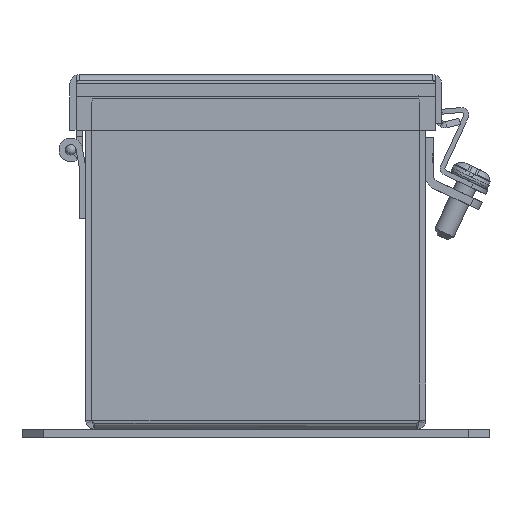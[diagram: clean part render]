
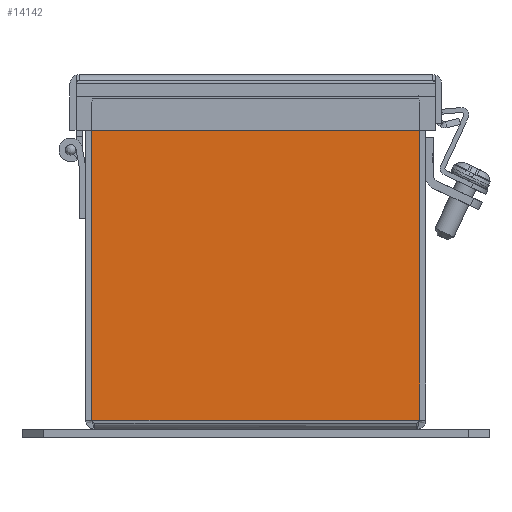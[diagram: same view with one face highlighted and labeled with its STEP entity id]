
A CAD part, left-side view. The second image highlights one B-rep face of the part: STEP entity #14142.
In plain terms, the highlighted planar face has unit normal (-1, 0, 0).
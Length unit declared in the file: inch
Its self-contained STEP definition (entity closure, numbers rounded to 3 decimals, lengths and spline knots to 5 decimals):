
#192 = ORIENTED_EDGE ( 'NONE', *, *, #15200, .F. ) ;
#532 = DIRECTION ( 'NONE',  ( 0., -1., 0. ) ) ;
#1017 = PLANE ( 'NONE',  #18099 ) ;
#1381 = DIRECTION ( 'NONE',  ( 0., 0., 1. ) ) ;
#2690 = EDGE_CURVE ( 'NONE', #17160, #9536, #12352, .T. ) ;
#2734 = VERTEX_POINT ( 'NONE', #10069 ) ;
#3031 = EDGE_CURVE ( 'NONE', #8630, #2734, #13436, .T. ) ;
#3177 = EDGE_CURVE ( 'NONE', #9404, #8630, #7981, .T. ) ;
#3367 = VECTOR ( 'NONE', #6810, 39.37008 ) ;
#3485 = VECTOR ( 'NONE', #4747, 39.37008 ) ;
#3486 = ORIENTED_EDGE ( 'NONE', *, *, #3177, .F. ) ;
#3944 = EDGE_CURVE ( 'NONE', #9536, #12743, #15896, .T. ) ;
#4747 = DIRECTION ( 'NONE',  ( 0., 0., 1. ) ) ;
#4899 = AXIS2_PLACEMENT_3D ( 'NONE', #17997, #13501, #532 ) ;
#5035 = ORIENTED_EDGE ( 'NONE', *, *, #2690, .F. ) ;
#5292 = ORIENTED_EDGE ( 'NONE', *, *, #3944, .F. ) ;
#5799 = CARTESIAN_POINT ( 'NONE',  ( -24., -1.92789, 0.108 ) ) ;
#6237 = CIRCLE ( 'NONE', #16598, 0.25 ) ;
#6810 = DIRECTION ( 'NONE',  ( 0., 1., 0. ) ) ;
#6842 = CARTESIAN_POINT ( 'NONE',  ( -24., 13.406, 0. ) ) ;
#7268 = CARTESIAN_POINT ( 'NONE',  ( -24., -1.91796, 3.892 ) ) ;
#7981 = LINE ( 'NONE', #18371, #17699 ) ;
#8630 = VERTEX_POINT ( 'NONE', #7268 ) ;
#9404 = VERTEX_POINT ( 'NONE', #10787 ) ;
#9472 = EDGE_LOOP ( 'NONE', ( #192, #5292, #5035, #11137, #11192, #3486 ) ) ;
#9536 = VERTEX_POINT ( 'NONE', #14118 ) ;
#9879 = CARTESIAN_POINT ( 'NONE',  ( -24., 1.92789, 0.108 ) ) ;
#10069 = CARTESIAN_POINT ( 'NONE',  ( -24., -1.92789, 3.82223 ) ) ;
#10578 = CARTESIAN_POINT ( 'NONE',  ( -24., 1.92789, 3.82223 ) ) ;
#10787 = CARTESIAN_POINT ( 'NONE',  ( -24., 1.91796, 3.892 ) ) ;
#10839 = CARTESIAN_POINT ( 'NONE',  ( -24., -1.92789, 0.108 ) ) ;
#10930 = CARTESIAN_POINT ( 'NONE',  ( -24., -1.892, 0.108 ) ) ;
#11137 = ORIENTED_EDGE ( 'NONE', *, *, #14817, .T. ) ;
#11192 = ORIENTED_EDGE ( 'NONE', *, *, #3031, .F. ) ;
#11960 = DIRECTION ( 'NONE',  ( 1., 0., 0. ) ) ;
#11981 = LINE ( 'NONE', #5799, #3485 ) ;
#12352 = LINE ( 'NONE', #10930, #3367 ) ;
#12743 = VERTEX_POINT ( 'NONE', #10578 ) ;
#13043 = DIRECTION ( 'NONE',  ( 0., -1., 0. ) ) ;
#13436 = CIRCLE ( 'NONE', #4899, 0.25 ) ;
#13501 = DIRECTION ( 'NONE',  ( 1., 0., 0. ) ) ;
#13786 = DIRECTION ( 'NONE',  ( 0., -1., 0. ) ) ;
#14099 = FACE_OUTER_BOUND ( 'NONE', #9472, .T. ) ;
#14118 = CARTESIAN_POINT ( 'NONE',  ( -24., 1.92789, 0.108 ) ) ;
#14142 = ADVANCED_FACE ( 'NONE', ( #14099 ), #1017, .F. ) ;
#14657 = DIRECTION ( 'NONE',  ( 0., 0., -1. ) ) ;
#14817 = EDGE_CURVE ( 'NONE', #17160, #2734, #11981, .T. ) ;
#14997 = VECTOR ( 'NONE', #1381, 39.37008 ) ;
#15200 = EDGE_CURVE ( 'NONE', #12743, #9404, #6237, .T. ) ;
#15896 = LINE ( 'NONE', #9879, #14997 ) ;
#16598 = AXIS2_PLACEMENT_3D ( 'NONE', #17420, #11960, #14657 ) ;
#17160 = VERTEX_POINT ( 'NONE', #10839 ) ;
#17420 = CARTESIAN_POINT ( 'NONE',  ( -24., 1.67789, 3.82223 ) ) ;
#17629 = DIRECTION ( 'NONE',  ( 1., 0., 0. ) ) ;
#17699 = VECTOR ( 'NONE', #13786, 39.37008 ) ;
#17997 = CARTESIAN_POINT ( 'NONE',  ( -24., -1.67789, 3.82223 ) ) ;
#18099 = AXIS2_PLACEMENT_3D ( 'NONE', #6842, #17629, #13043 ) ;
#18371 = CARTESIAN_POINT ( 'NONE',  ( -24., 13.406, 3.892 ) ) ;
